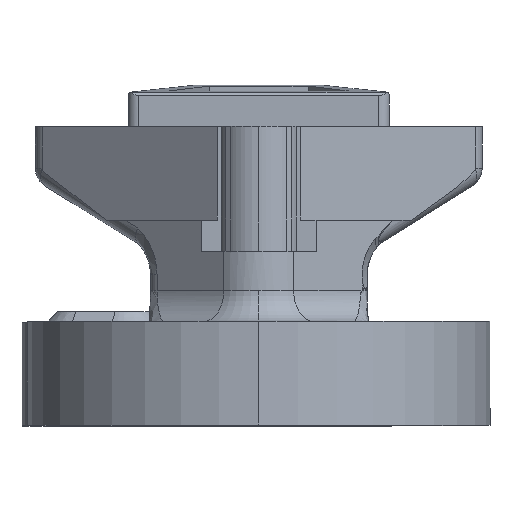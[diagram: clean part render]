
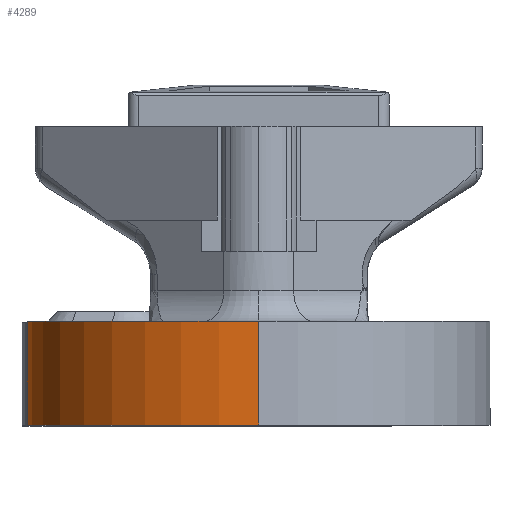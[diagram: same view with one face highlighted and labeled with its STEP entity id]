
A CAD part, top view. The second image highlights one B-rep face of the part: STEP entity #4289.
In plain terms, the highlighted cylindrical face has radius 22.25 mm (diameter 44.5 mm), a partial arc.
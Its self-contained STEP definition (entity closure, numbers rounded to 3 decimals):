
#109 = VERTEX_POINT ( 'NONE', #4869 ) ;
#164 = AXIS2_PLACEMENT_3D ( 'NONE', #5958, #2591, #7386 ) ;
#171 = VERTEX_POINT ( 'NONE', #946 ) ;
#516 = VERTEX_POINT ( 'NONE', #5744 ) ;
#581 = CYLINDRICAL_SURFACE ( 'NONE', #164, 22.25 ) ;
#642 = EDGE_CURVE ( 'NONE', #516, #171, #5135, .T. ) ;
#659 = DIRECTION ( 'NONE',  ( 0., 1., 0. ) ) ;
#752 = DIRECTION ( 'NONE',  ( 0., 0., 1. ) ) ;
#873 = DIRECTION ( 'NONE',  ( 0., 1., 0. ) ) ;
#946 = CARTESIAN_POINT ( 'NONE',  ( 0., 18.5, 72.25 ) ) ;
#1030 = DIRECTION ( 'NONE',  ( 0., -1., 0. ) ) ;
#1126 = AXIS2_PLACEMENT_3D ( 'NONE', #7670, #873, #4311 ) ;
#1153 = CARTESIAN_POINT ( 'NONE',  ( 0., 8.5, 72.25 ) ) ;
#1400 = VECTOR ( 'NONE', #7258, 1000. ) ;
#1715 = EDGE_LOOP ( 'NONE', ( #3521, #6263, #2579, #5209 ) ) ;
#2446 = CARTESIAN_POINT ( 'NONE',  ( -21.127, 8.5, 43.022 ) ) ;
#2579 = ORIENTED_EDGE ( 'NONE', *, *, #3267, .F. ) ;
#2591 = DIRECTION ( 'NONE',  ( 0., 1., 0. ) ) ;
#3267 = EDGE_CURVE ( 'NONE', #109, #171, #6493, .T. ) ;
#3344 = EDGE_CURVE ( 'NONE', #5894, #516, #7065, .T. ) ;
#3521 = ORIENTED_EDGE ( 'NONE', *, *, #3344, .T. ) ;
#4289 = ADVANCED_FACE ( 'NONE', ( #6719 ), #581, .T. ) ;
#4311 = DIRECTION ( 'NONE',  ( 0., 0., 1. ) ) ;
#4425 = CARTESIAN_POINT ( 'NONE',  ( -21.127, 13.5, 43.022 ) ) ;
#4671 = CARTESIAN_POINT ( 'NONE',  ( 0., 18.5, 50. ) ) ;
#4869 = CARTESIAN_POINT ( 'NONE',  ( -21.127, 18.5, 43.022 ) ) ;
#4928 = AXIS2_PLACEMENT_3D ( 'NONE', #4671, #659, #752 ) ;
#5135 = LINE ( 'NONE', #1153, #1400 ) ;
#5209 = ORIENTED_EDGE ( 'NONE', *, *, #7499, .T. ) ;
#5744 = CARTESIAN_POINT ( 'NONE',  ( 0., 8.5, 72.25 ) ) ;
#5894 = VERTEX_POINT ( 'NONE', #2446 ) ;
#5958 = CARTESIAN_POINT ( 'NONE',  ( 0., 8.5, 50. ) ) ;
#6263 = ORIENTED_EDGE ( 'NONE', *, *, #642, .T. ) ;
#6493 = CIRCLE ( 'NONE', #4928, 22.25 ) ;
#6719 = FACE_OUTER_BOUND ( 'NONE', #1715, .T. ) ;
#7065 = CIRCLE ( 'NONE', #1126, 22.25 ) ;
#7258 = DIRECTION ( 'NONE',  ( 0., 1., 0. ) ) ;
#7386 = DIRECTION ( 'NONE',  ( 0., 0., 1. ) ) ;
#7499 = EDGE_CURVE ( 'NONE', #109, #5894, #8481, .T. ) ;
#7670 = CARTESIAN_POINT ( 'NONE',  ( 0., 8.5, 50. ) ) ;
#7981 = VECTOR ( 'NONE', #1030, 1000. ) ;
#8481 = LINE ( 'NONE', #4425, #7981 ) ;
